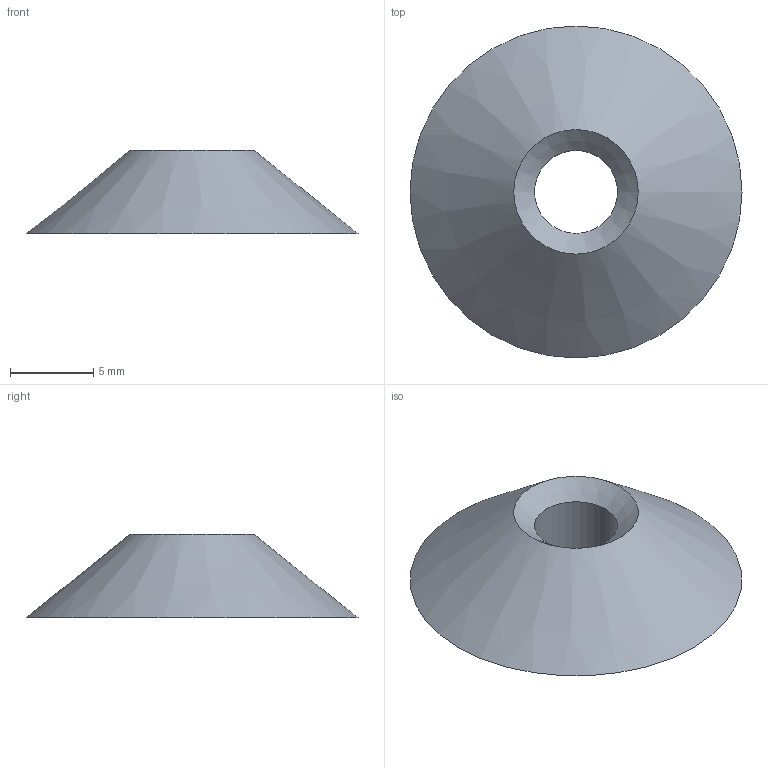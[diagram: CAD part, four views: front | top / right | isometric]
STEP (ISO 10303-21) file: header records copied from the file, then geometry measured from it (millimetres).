
FILE_DESCRIPTION(('FreeCAD Model'),'2;1');
FILE_NAME('feet.step','2025-05-13T14:06:00',( 'Author'),(''),'Open CASCADE STEP processor 7.3','FreeCAD','Unknown' );
FILE_SCHEMA(('AUTOMOTIVE_DESIGN { 1 0 10303 214 1 1 1 1 }'));
Length unit declared in the file: millimetre
Products named in the file (1): Cut001
Bounding box: 20 x 20 x 5 mm (x, y, z)
Volume: 684 mm3; surface area: 734.5 mm2
Topology: 1 solids, 1 shells, 4 faces, 7 edges, 4 vertices
Faces by surface type: cone 2, plane 1, cylinder 1
Full cylindrical faces by diameter (mm): 5 x1
Entity records: 143 total; most frequent: DIRECTION 21, CARTESIAN_POINT 16, ORIENTED_EDGE 14, AXIS2_PLACEMENT_3D 9, EDGE_CURVE 7, FACE_BOUND 5, EDGE_LOOP 5, ADVANCED_FACE 4
